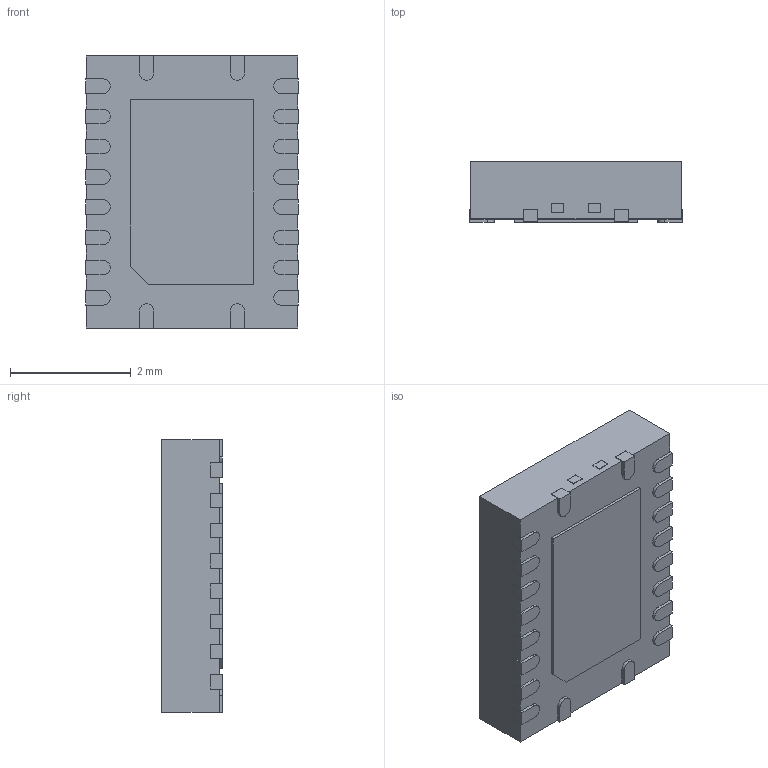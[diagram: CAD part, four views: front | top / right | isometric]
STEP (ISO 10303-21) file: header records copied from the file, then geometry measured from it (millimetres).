
FILE_DESCRIPTION (( 'STEP AP214' ), '1' );
FILE_NAME ('5B1B4313-D9E4-4EF5-B866-4CF3142DCCDC.STEP', '2023-09-14T18:27:28', ( '' ), ( '' ), 'SwSTEP 2.0', 'SolidWorks 2022', '' );
FILE_SCHEMA (( 'AUTOMOTIVE_DESIGN' ));
Length unit declared in the file: millimetre
Products named in the file (1): 5B1B4313-D9E4-4EF5-B866-4CF3142DCCDC
Bounding box: 3.52 x 1 x 4.52 mm (x, y, z)
Volume: 15.4 mm3; surface area: 48.7 mm2
Topology: 1 solids, 1 shells, 157 faces, 447 edges, 298 vertices
Faces by surface type: plane 133, cylinder 24
Entity records: 5149 total; most frequent: CARTESIAN_POINT 903, ORIENTED_EDGE 894, DIRECTION 811, EDGE_CURVE 447, LINE 399, VECTOR 399, VERTEX_POINT 298, AXIS2_PLACEMENT_3D 206
